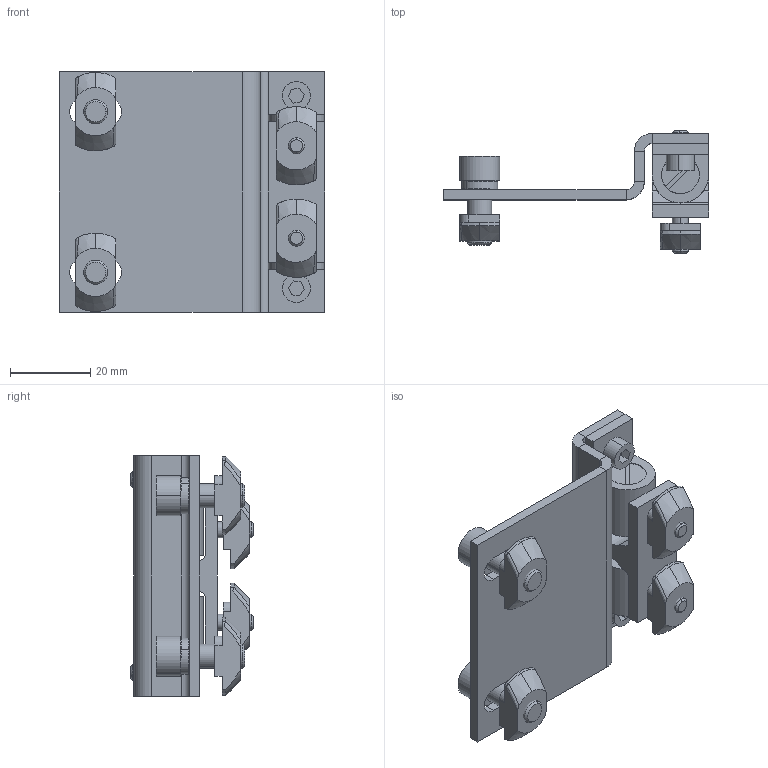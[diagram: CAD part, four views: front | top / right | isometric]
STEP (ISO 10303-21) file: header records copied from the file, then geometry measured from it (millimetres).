
FILE_DESCRIPTION (( 'STEP AP214' ), '1' );
FILE_NAME ('SNSD.30.50.87. Çàùåëêà ìåõàíè÷åñêàÿ øàðèêîâàÿ 40õ45(B66).STEP', '2014-12-03T08:42:02', ( 'XTreme.ws' ), ( 'XTreme.ws' ), 'SwSTEP 2.0', 'SolidWorks 2014', '' );
FILE_SCHEMA (( 'AUTOMOTIVE_DESIGN' ));
Length unit declared in the file: millimetre
Products named in the file (10): B66SNSD.30.50.58. Ñóõàðü ïàç 10, M4(B59)B62_00; B66SNSD.30.50.85. 鎔艜 碨闅骫(B59)B62_00; B66SNSD.30.50.85. Çàùåëêà(B59)B62_00; B66SNSD.30.50.58. Ñóõàðü ïàç 10, M6(B59)B62_00; B66SNSD.30.50.85. 鏢鍒歑(B59)B62_00; B66SNSD.30.50.85. 鎔艜 M6x20(B59)B62_00; B66SNSD.30.50.85. 鎔艜 M4x10(B59)B62_00; B66SNSD.30.50.85. Êîðïóñ øàðèêîâ(B59)B62_00; B66SNSD.30.50.85. Êîðïóñ çàùåëêè(B59)B62_00; SNSD.30.50.87. Çàùåëêà ìåõàíè÷åñêàÿ øàðèêîâàÿ 40õ45(B66)
Assembly tree (15 placements, depth 2):
  SNSD.30.50.87. Çàùåëêà ìåõàíè÷åñêàÿ øàðèêîâàÿ 40õ45(B66)
    B66SNSD.30.50.85. Êîðïóñ çàùåëêè(B59)B62_00
    B66SNSD.30.50.85. Êîðïóñ øàðèêîâ(B59)B62_00
    B66SNSD.30.50.85. 鎔艜 M4x10(B59)B62_00  x2
    B66SNSD.30.50.85. 鎔艜 M6x20(B59)B62_00  x2
    B66SNSD.30.50.85. 鏢鍒歑(B59)B62_00  x2
    B66SNSD.30.50.58. Ñóõàðü ïàç 10, M6(B59)B62_00  x2
    B66SNSD.30.50.85. Çàùåëêà(B59)B62_00
    B66SNSD.30.50.85. 鎔艜 碨闅骫(B59)B62_00  x2
    B66SNSD.30.50.58. Ñóõàðü ïàç 10, M4(B59)B62_00  x2
Bounding box: 66 x 30.5 x 60 mm (x, y, z)
Volume: 25770.2 mm3; surface area: 20321 mm2
Topology: 15 solids, 15 shells, 343 faces, 813 edges, 516 vertices
Faces by surface type: plane 160, cylinder 107, cone 60, bspline 12, sphere 4
Entity records: 7557 total; most frequent: CARTESIAN_POINT 1522, DIRECTION 1183, ORIENTED_EDGE 1098, EDGE_CURVE 549, AXIS2_PLACEMENT_3D 427, VERTEX_POINT 346, VECTOR 329, LINE 329
